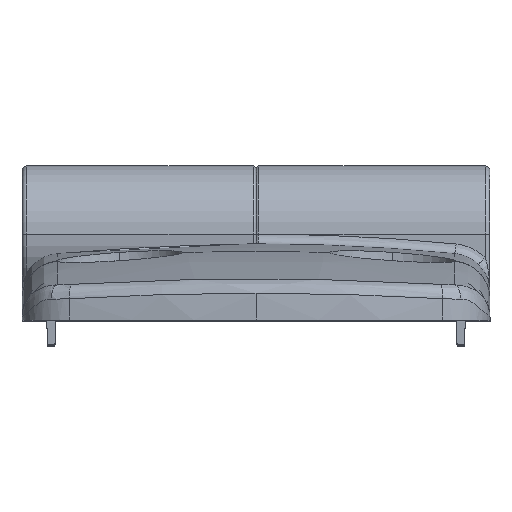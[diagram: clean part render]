
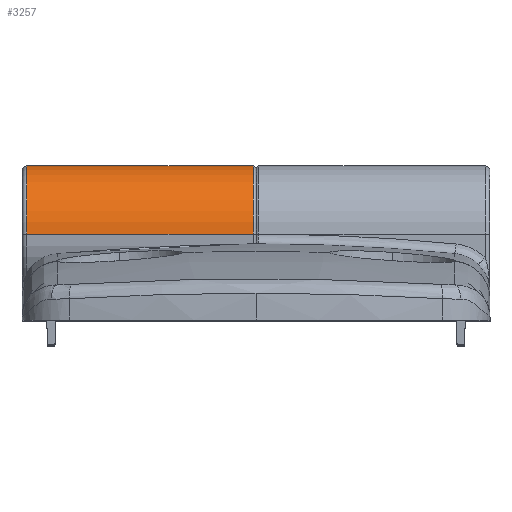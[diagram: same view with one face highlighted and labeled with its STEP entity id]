
A CAD part, top view. The second image highlights one B-rep face of the part: STEP entity #3257.
In plain terms, the highlighted cylindrical face has radius 7 mm (diameter 14 mm), a partial arc.
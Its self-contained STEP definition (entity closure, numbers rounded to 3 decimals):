
#2 = VERTEX_POINT ( 'NONE', #1410 ) ;
#13 = FACE_OUTER_BOUND ( 'NONE', #1104, .T. ) ;
#352 = CARTESIAN_POINT ( 'NONE',  ( -23.5, 8.9, -7. ) ) ;
#554 = ORIENTED_EDGE ( 'NONE', *, *, #4067, .T. ) ;
#685 = VERTEX_POINT ( 'NONE', #352 ) ;
#698 = EDGE_CURVE ( 'NONE', #685, #2, #986, .T. ) ;
#747 = CIRCLE ( 'NONE', #3267, 7. ) ;
#813 = CARTESIAN_POINT ( 'NONE',  ( 24., 8.9, 7. ) ) ;
#888 = CARTESIAN_POINT ( 'NONE',  ( 24., 8.9, 0. ) ) ;
#907 = ORIENTED_EDGE ( 'NONE', *, *, #698, .T. ) ;
#986 = CIRCLE ( 'NONE', #2917, 7. ) ;
#1070 = VERTEX_POINT ( 'NONE', #4178 ) ;
#1104 = EDGE_LOOP ( 'NONE', ( #1979, #4587, #554, #907 ) ) ;
#1355 = VECTOR ( 'NONE', #3371, 1000. ) ;
#1410 = CARTESIAN_POINT ( 'NONE',  ( -23.5, 8.9, 7. ) ) ;
#1447 = DIRECTION ( 'NONE',  ( 1., 0., 0. ) ) ;
#1979 = ORIENTED_EDGE ( 'NONE', *, *, #3631, .F. ) ;
#2013 = EDGE_CURVE ( 'NONE', #2913, #1070, #747, .T. ) ;
#2117 = CARTESIAN_POINT ( 'NONE',  ( -0.3, 8.9, 0. ) ) ;
#2193 = LINE ( 'NONE', #813, #1355 ) ;
#2349 = AXIS2_PLACEMENT_3D ( 'NONE', #888, #3470, #4565 ) ;
#2486 = DIRECTION ( 'NONE',  ( 0., 0., 1. ) ) ;
#2913 = VERTEX_POINT ( 'NONE', #3304 ) ;
#2917 = AXIS2_PLACEMENT_3D ( 'NONE', #3648, #1447, #4002 ) ;
#3257 = ADVANCED_FACE ( 'NONE', ( #13 ), #4626, .T. ) ;
#3267 = AXIS2_PLACEMENT_3D ( 'NONE', #2117, #4690, #2486 ) ;
#3304 = CARTESIAN_POINT ( 'NONE',  ( -0.3, 8.9, 7. ) ) ;
#3371 = DIRECTION ( 'NONE',  ( -1., 0., 0. ) ) ;
#3385 = DIRECTION ( 'NONE',  ( -1., 0., 0. ) ) ;
#3416 = CARTESIAN_POINT ( 'NONE',  ( 24., 8.9, -7. ) ) ;
#3470 = DIRECTION ( 'NONE',  ( -1., 0., 0. ) ) ;
#3631 = EDGE_CURVE ( 'NONE', #2913, #2, #2193, .T. ) ;
#3648 = CARTESIAN_POINT ( 'NONE',  ( -23.5, 8.9, 0. ) ) ;
#3970 = LINE ( 'NONE', #3416, #4085 ) ;
#4002 = DIRECTION ( 'NONE',  ( 0., 0., 1. ) ) ;
#4067 = EDGE_CURVE ( 'NONE', #1070, #685, #3970, .T. ) ;
#4085 = VECTOR ( 'NONE', #3385, 1000. ) ;
#4178 = CARTESIAN_POINT ( 'NONE',  ( -0.3, 8.9, -7. ) ) ;
#4565 = DIRECTION ( 'NONE',  ( 0., 0., 1. ) ) ;
#4587 = ORIENTED_EDGE ( 'NONE', *, *, #2013, .T. ) ;
#4626 = CYLINDRICAL_SURFACE ( 'NONE', #2349, 7. ) ;
#4690 = DIRECTION ( 'NONE',  ( -1., 0., 0. ) ) ;
